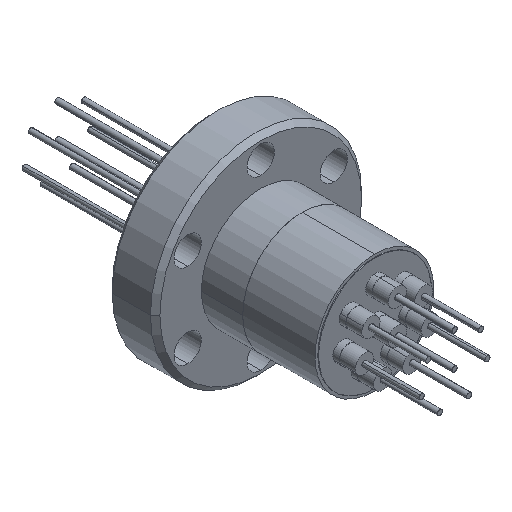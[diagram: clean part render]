
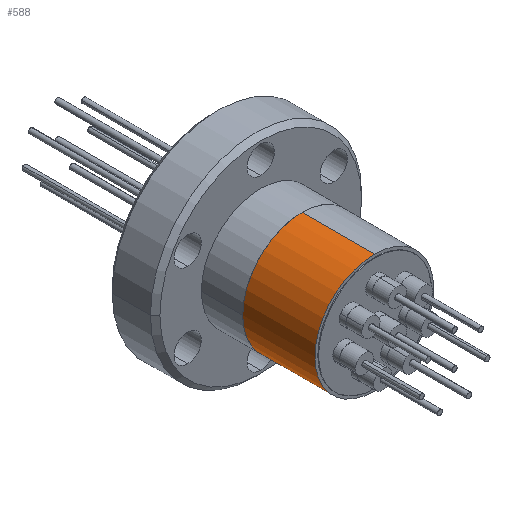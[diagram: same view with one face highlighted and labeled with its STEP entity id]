
A CAD part, isometric view. The second image highlights one B-rep face of the part: STEP entity #588.
In plain terms, the highlighted cylindrical face has radius 9.487 mm (diameter 18.974 mm), a partial arc.
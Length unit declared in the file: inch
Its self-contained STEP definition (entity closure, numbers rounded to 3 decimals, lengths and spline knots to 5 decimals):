
#190 = EDGE_CURVE ( 'NONE', #3009, #2764, #5145, .T. ) ;
#262 = FACE_OUTER_BOUND ( 'NONE', #2255, .T. ) ;
#269 = AXIS2_PLACEMENT_3D ( 'NONE', #4995, #4933, #5440 ) ;
#272 = AXIS2_PLACEMENT_3D ( 'NONE', #2940, #6208, #1996 ) ;
#298 = CARTESIAN_POINT ( 'NONE',  ( 0., -0.69728, 0. ) ) ;
#334 = DIRECTION ( 'NONE',  ( 0., 0., 1. ) ) ;
#471 = EDGE_CURVE ( 'NONE', #6235, #2764, #5010, .T. ) ;
#493 = CIRCLE ( 'NONE', #272, 0.3735 ) ;
#588 = ADVANCED_FACE ( 'NONE', ( #262 ), #1340, .T. ) ;
#686 = EDGE_CURVE ( 'NONE', #2357, #3009, #493, .T. ) ;
#856 = DIRECTION ( 'NONE',  ( 0., -1., 0. ) ) ;
#1098 = CARTESIAN_POINT ( 'NONE',  ( 0., -0.56, -0.3735 ) ) ;
#1340 = CYLINDRICAL_SURFACE ( 'NONE', #2801, 0.3735 ) ;
#1445 = CARTESIAN_POINT ( 'NONE',  ( 0., -0.69728, 0.3735 ) ) ;
#1992 = LINE ( 'NONE', #1445, #4482 ) ;
#1996 = DIRECTION ( 'NONE',  ( -1., 0., 0. ) ) ;
#2255 = EDGE_LOOP ( 'NONE', ( #2293, #6385, #6152, #3776 ) ) ;
#2293 = ORIENTED_EDGE ( 'NONE', *, *, #686, .T. ) ;
#2357 = VERTEX_POINT ( 'NONE', #2430 ) ;
#2430 = CARTESIAN_POINT ( 'NONE',  ( 0., -0.56, 0.3735 ) ) ;
#2764 = VERTEX_POINT ( 'NONE', #3409 ) ;
#2801 = AXIS2_PLACEMENT_3D ( 'NONE', #298, #856, #334 ) ;
#2879 = EDGE_CURVE ( 'NONE', #2357, #6235, #1992, .T. ) ;
#2940 = CARTESIAN_POINT ( 'NONE',  ( 0., -0.56, 0. ) ) ;
#3009 = VERTEX_POINT ( 'NONE', #1098 ) ;
#3409 = CARTESIAN_POINT ( 'NONE',  ( 0., -1.015, -0.3735 ) ) ;
#3776 = ORIENTED_EDGE ( 'NONE', *, *, #2879, .F. ) ;
#4104 = DIRECTION ( 'NONE',  ( 0., -1., 0. ) ) ;
#4129 = VECTOR ( 'NONE', #4661, 39.37008 ) ;
#4482 = VECTOR ( 'NONE', #4104, 39.37008 ) ;
#4661 = DIRECTION ( 'NONE',  ( 0., -1., 0. ) ) ;
#4933 = DIRECTION ( 'NONE',  ( 0., -1., 0. ) ) ;
#4995 = CARTESIAN_POINT ( 'NONE',  ( 0., -1.015, 0. ) ) ;
#5010 = CIRCLE ( 'NONE', #269, 0.3735 ) ;
#5145 = LINE ( 'NONE', #6285, #4129 ) ;
#5440 = DIRECTION ( 'NONE',  ( 0., 0., 1. ) ) ;
#6152 = ORIENTED_EDGE ( 'NONE', *, *, #471, .F. ) ;
#6208 = DIRECTION ( 'NONE',  ( 0., -1., 0. ) ) ;
#6235 = VERTEX_POINT ( 'NONE', #6624 ) ;
#6285 = CARTESIAN_POINT ( 'NONE',  ( 0., -0.69728, -0.3735 ) ) ;
#6385 = ORIENTED_EDGE ( 'NONE', *, *, #190, .T. ) ;
#6624 = CARTESIAN_POINT ( 'NONE',  ( 0., -1.015, 0.3735 ) ) ;
